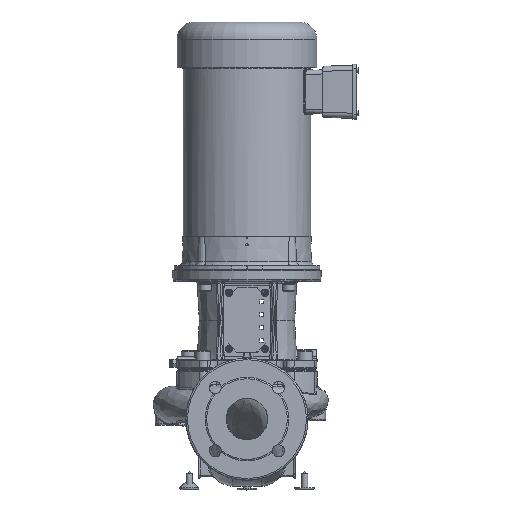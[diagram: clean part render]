
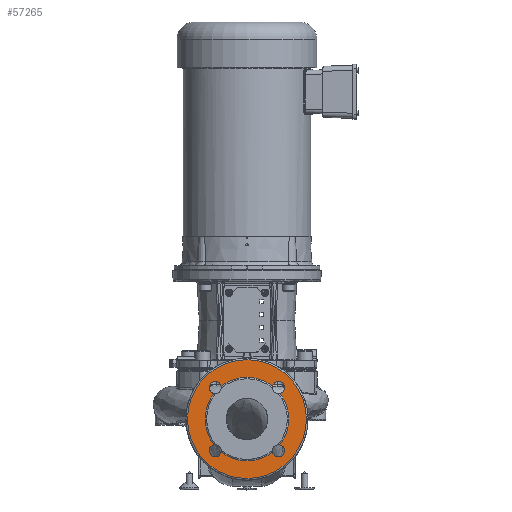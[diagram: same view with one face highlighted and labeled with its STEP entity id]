
A CAD part, top view. The second image highlights one B-rep face of the part: STEP entity #57265.
In plain terms, the highlighted planar face has unit normal (0, 0, 1).
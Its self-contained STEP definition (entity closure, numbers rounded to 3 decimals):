
#1042=FACE_BOUND('',#17498,.T.);
#1338=CIRCLE('',#60398,2.569);
#1340=CIRCLE('',#60401,2.569);
#1348=CIRCLE('',#60411,3.652);
#1349=CIRCLE('',#60412,3.652);
#1398=CIRCLE('',#60521,0.375);
#1399=CIRCLE('',#60522,2.569);
#1400=CIRCLE('',#60523,0.375);
#1401=CIRCLE('',#60524,2.569);
#1402=CIRCLE('',#60525,0.375);
#1403=CIRCLE('',#60526,0.375);
#1404=CIRCLE('',#60527,0.375);
#1405=CIRCLE('',#60528,0.375);
#4070=PLANE('',#60520);
#14366=FACE_OUTER_BOUND('',#17497,.T.);
#17497=EDGE_LOOP('',(#37855,#37856));
#17498=EDGE_LOOP('',(#37857,#37858,#37859,#37860,#37861,#37862,#37863,#37864,
#37865,#37866));
#22499=VERTEX_POINT('',#83343);
#22500=VERTEX_POINT('',#83352);
#22502=VERTEX_POINT('',#83365);
#22503=VERTEX_POINT('',#83366);
#22518=VERTEX_POINT('',#83633);
#22519=VERTEX_POINT('',#83635);
#22721=VERTEX_POINT('',#89684);
#22722=VERTEX_POINT('',#89686);
#22723=VERTEX_POINT('',#89688);
#22724=VERTEX_POINT('',#89690);
#22725=VERTEX_POINT('',#89692);
#22726=VERTEX_POINT('',#89695);
#28308=EDGE_CURVE('',#22499,#22500,#1338,.T.);
#28311=EDGE_CURVE('',#22502,#22503,#1340,.T.);
#28330=EDGE_CURVE('',#22518,#22519,#1348,.T.);
#28331=EDGE_CURVE('',#22519,#22518,#1349,.T.);
#28643=EDGE_CURVE('',#22499,#22721,#1398,.T.);
#28644=EDGE_CURVE('',#22721,#22722,#1399,.T.);
#28645=EDGE_CURVE('',#22722,#22723,#1400,.T.);
#28646=EDGE_CURVE('',#22724,#22723,#1401,.T.);
#28647=EDGE_CURVE('',#22724,#22725,#1402,.T.);
#28648=EDGE_CURVE('',#22725,#22503,#1403,.T.);
#28649=EDGE_CURVE('',#22502,#22726,#1404,.T.);
#28650=EDGE_CURVE('',#22726,#22500,#1405,.T.);
#37855=ORIENTED_EDGE('',*,*,#28331,.F.);
#37856=ORIENTED_EDGE('',*,*,#28330,.F.);
#37857=ORIENTED_EDGE('',*,*,#28308,.F.);
#37858=ORIENTED_EDGE('',*,*,#28643,.T.);
#37859=ORIENTED_EDGE('',*,*,#28644,.T.);
#37860=ORIENTED_EDGE('',*,*,#28645,.T.);
#37861=ORIENTED_EDGE('',*,*,#28646,.F.);
#37862=ORIENTED_EDGE('',*,*,#28647,.T.);
#37863=ORIENTED_EDGE('',*,*,#28648,.T.);
#37864=ORIENTED_EDGE('',*,*,#28311,.F.);
#37865=ORIENTED_EDGE('',*,*,#28649,.T.);
#37866=ORIENTED_EDGE('',*,*,#28650,.T.);
#57265=ADVANCED_FACE('',(#14366,#1042),#4070,.F.);
#60398=AXIS2_PLACEMENT_3D('',#83353,#66285,#66286);
#60401=AXIS2_PLACEMENT_3D('',#83367,#66291,#66292);
#60411=AXIS2_PLACEMENT_3D('',#83636,#66311,#66312);
#60412=AXIS2_PLACEMENT_3D('',#83637,#66313,#66314);
#60520=AXIS2_PLACEMENT_3D('',#89683,#66631,#66632);
#60521=AXIS2_PLACEMENT_3D('',#89685,#66633,#66634);
#60522=AXIS2_PLACEMENT_3D('',#89687,#66635,#66636);
#60523=AXIS2_PLACEMENT_3D('',#89689,#66637,#66638);
#60524=AXIS2_PLACEMENT_3D('',#89691,#66639,#66640);
#60525=AXIS2_PLACEMENT_3D('',#89693,#66641,#66642);
#60526=AXIS2_PLACEMENT_3D('',#89694,#66643,#66644);
#60527=AXIS2_PLACEMENT_3D('',#89696,#66645,#66646);
#60528=AXIS2_PLACEMENT_3D('',#89697,#66647,#66648);
#66285=DIRECTION('center_axis',(0.,0.,
1.));
#66286=DIRECTION('ref_axis',(-0.789,-0.615,0.));
#66291=DIRECTION('center_axis',(0.,0.,
1.));
#66292=DIRECTION('ref_axis',(0.615,-0.789,0.));
#66311=DIRECTION('center_axis',(0.,0.,
-1.));
#66312=DIRECTION('ref_axis',(1.,0.,0.));
#66313=DIRECTION('center_axis',(0.,0.,
-1.));
#66314=DIRECTION('ref_axis',(1.,0.,0.));
#66631=DIRECTION('center_axis',(0.,0.,
-1.));
#66632=DIRECTION('ref_axis',(0.,1.,0.));
#66633=DIRECTION('center_axis',(0.,0.,
-1.));
#66634=DIRECTION('ref_axis',(0.,1.,0.));
#66635=DIRECTION('center_axis',(0.,0.,
-1.));
#66636=DIRECTION('ref_axis',(0.615,0.789,0.));
#66637=DIRECTION('center_axis',(0.,0.,
-1.));
#66638=DIRECTION('ref_axis',(0.,1.,0.));
#66639=DIRECTION('center_axis',(0.,0.,
1.));
#66640=DIRECTION('ref_axis',(0.789,0.615,0.));
#66641=DIRECTION('center_axis',(0.,0.,
-1.));
#66642=DIRECTION('ref_axis',(0.,1.,0.));
#66643=DIRECTION('center_axis',(0.,0.,
-1.));
#66644=DIRECTION('ref_axis',(0.,1.,0.));
#66645=DIRECTION('center_axis',(0.,0.,
-1.));
#66646=DIRECTION('ref_axis',(0.,1.,0.));
#66647=DIRECTION('center_axis',(0.,0.,
-1.));
#66648=DIRECTION('ref_axis',(0.,1.,0.));
#83343=CARTESIAN_POINT('',(-2.027,-1.474,8.941));
#83352=CARTESIAN_POINT('',(-2.027,-4.631,8.941));
#83353=CARTESIAN_POINT('Origin',(0.,-3.053,
8.941));
#83365=CARTESIAN_POINT('',(-1.579,-5.079,8.941));
#83366=CARTESIAN_POINT('',(1.579,-5.079,8.941));
#83367=CARTESIAN_POINT('Origin',(0.,-3.053,
8.941));
#83633=CARTESIAN_POINT('',(0.,-6.704,8.941));
#83635=CARTESIAN_POINT('',(3.652,-3.053,8.941));
#83636=CARTESIAN_POINT('Origin',(0.,-3.053,8.941));
#83637=CARTESIAN_POINT('Origin',(0.,-3.053,8.941));
#89683=CARTESIAN_POINT('Origin',(-4.125,1.072,8.941));
#89684=CARTESIAN_POINT('',(-1.579,-1.026,8.941));
#89685=CARTESIAN_POINT('Origin',(-1.945,-1.108,8.941));
#89686=CARTESIAN_POINT('',(1.579,-1.026,8.941));
#89687=CARTESIAN_POINT('Origin',(0.,-3.053,
8.941));
#89688=CARTESIAN_POINT('',(2.027,-1.474,8.941));
#89689=CARTESIAN_POINT('Origin',(1.945,-1.108,8.941));
#89690=CARTESIAN_POINT('',(2.027,-4.631,8.941));
#89691=CARTESIAN_POINT('Origin',(0.,-3.053,
8.941));
#89692=CARTESIAN_POINT('',(1.945,-5.372,8.941));
#89693=CARTESIAN_POINT('Origin',(1.945,-4.997,8.941));
#89694=CARTESIAN_POINT('Origin',(1.945,-4.997,8.941));
#89695=CARTESIAN_POINT('',(-1.945,-5.372,8.941));
#89696=CARTESIAN_POINT('Origin',(-1.945,-4.997,8.941));
#89697=CARTESIAN_POINT('Origin',(-1.945,-4.997,8.941));
